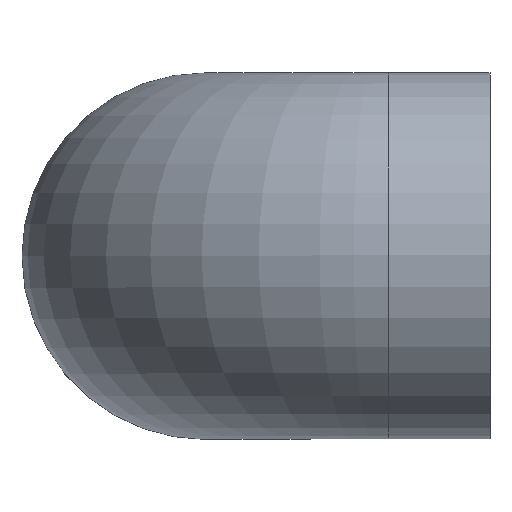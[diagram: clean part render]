
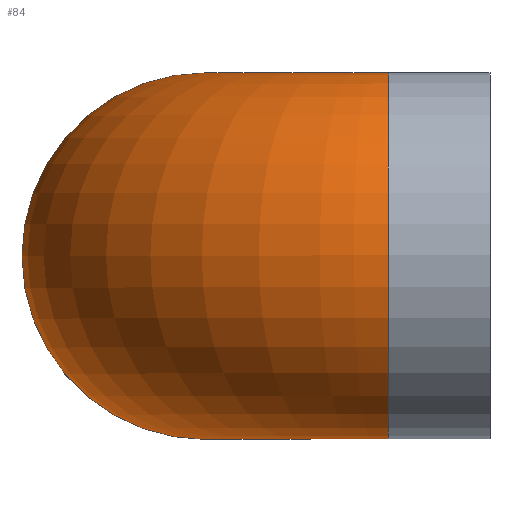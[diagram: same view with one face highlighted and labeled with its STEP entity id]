
A CAD part, top view. The second image highlights one B-rep face of the part: STEP entity #84.
In plain terms, the highlighted toroidal (fillet/blend) face has major radius 46.01 mm and minor radius 46 mm.
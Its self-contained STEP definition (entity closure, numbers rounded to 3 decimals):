
#84 = ADVANCED_FACE( '', ( #113, #114 ), #115, .T. );
#113 = FACE_OUTER_BOUND( '', #147, .T. );
#114 = FACE_OUTER_BOUND( '', #148, .T. );
#115 = TOROIDAL_SURFACE( '', #149, 46.01, 46. );
#147 = EDGE_LOOP( '', ( #202 ) );
#148 = EDGE_LOOP( '', ( #203, #204 ) );
#149 = AXIS2_PLACEMENT_3D( '', #205, #206, #207 );
#202 = ORIENTED_EDGE( '', *, *, #229, .T. );
#203 = ORIENTED_EDGE( '', *, *, #226, .F. );
#204 = ORIENTED_EDGE( '', *, *, #228, .F. );
#205 = CARTESIAN_POINT( '', ( 46.01, 0., -7.05 ) );
#206 = DIRECTION( '', ( 0., 1., 0. ) );
#207 = DIRECTION( '', ( 0., 0., 1. ) );
#226 = EDGE_CURVE( '', #245, #246, #248, .T. );
#228 = EDGE_CURVE( '', #246, #245, #250, .T. );
#229 = EDGE_CURVE( '', #251, #251, #252, .T. );
#245 = VERTEX_POINT( '', #507 );
#246 = VERTEX_POINT( '', #508 );
#248 = CIRCLE( '', #510, 46. );
#250 = CIRCLE( '', #512, 46. );
#251 = VERTEX_POINT( '', #513 );
#252 = CIRCLE( '', #514, 46. );
#507 = CARTESIAN_POINT( '', ( 46.01, 46., 38.98 ) );
#508 = CARTESIAN_POINT( '', ( 46.01, -46., 38.98 ) );
#510 = AXIS2_PLACEMENT_3D( '', #535, #536, #537 );
#512 = AXIS2_PLACEMENT_3D( '', #541, #542, #543 );
#513 = CARTESIAN_POINT( '', ( 46., 0., -7.05 ) );
#514 = AXIS2_PLACEMENT_3D( '', #544, #545, #546 );
#535 = CARTESIAN_POINT( '', ( 46.01, 0., 38.96 ) );
#536 = DIRECTION( '', ( 1., 0., 0. ) );
#537 = DIRECTION( '', ( 0., 0., -1. ) );
#541 = CARTESIAN_POINT( '', ( 46.01, 0., 38.96 ) );
#542 = DIRECTION( '', ( 1., 0., 0. ) );
#543 = DIRECTION( '', ( 0., 0., -1. ) );
#544 = CARTESIAN_POINT( '', ( 0., 0., -7.05 ) );
#545 = DIRECTION( '', ( 0., 0., 1. ) );
#546 = DIRECTION( '', ( 1., 0., 0. ) );
